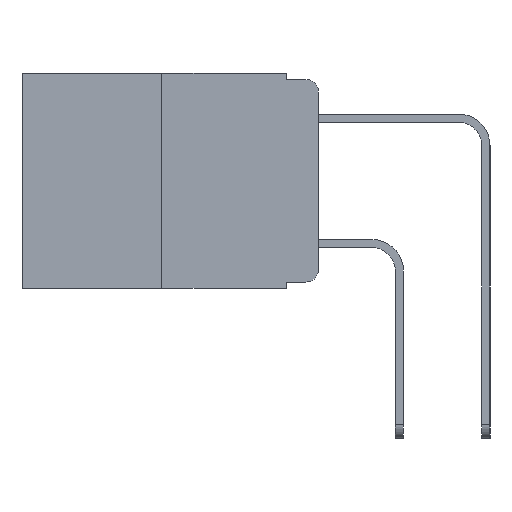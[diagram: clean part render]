
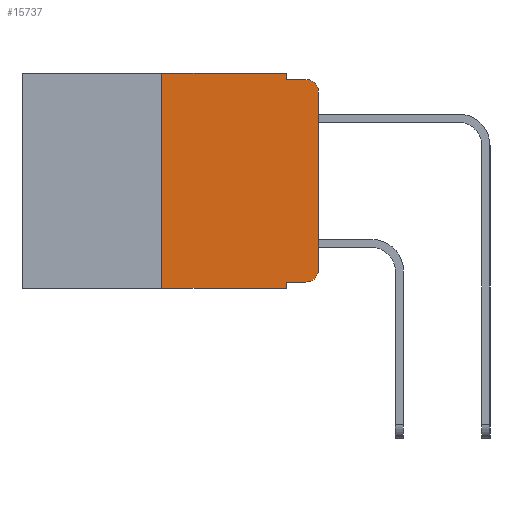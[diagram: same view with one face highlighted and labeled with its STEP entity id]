
A CAD part, left-side view. The second image highlights one B-rep face of the part: STEP entity #15737.
In plain terms, the highlighted planar face has unit normal (-1, 0, 0).
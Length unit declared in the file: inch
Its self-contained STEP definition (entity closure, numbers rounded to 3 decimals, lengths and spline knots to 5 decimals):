
#183 = VERTEX_POINT ( 'NONE', #13685 ) ;
#422 = VERTEX_POINT ( 'NONE', #9378 ) ;
#552 = PLANE ( 'NONE',  #4836 ) ;
#704 = CARTESIAN_POINT ( 'NONE',  ( 0., 0.051, -0.333 ) ) ;
#865 = DIRECTION ( 'NONE',  ( 0., -1., 0. ) ) ;
#1159 = VECTOR ( 'NONE', #6712, 39.37008 ) ;
#1225 = ORIENTED_EDGE ( 'NONE', *, *, #18359, .T. ) ;
#1306 = CARTESIAN_POINT ( 'NONE',  ( 0., 0.02, -0.313 ) ) ;
#1353 = EDGE_CURVE ( 'NONE', #2376, #3115, #1964, .T. ) ;
#1476 = VECTOR ( 'NONE', #6925, 39.37008 ) ;
#1964 = LINE ( 'NONE', #9082, #1476 ) ;
#1994 = CARTESIAN_POINT ( 'NONE',  ( 0., 0.051, -0.343 ) ) ;
#2376 = VERTEX_POINT ( 'NONE', #3384 ) ;
#2820 = LINE ( 'NONE', #18110, #18136 ) ;
#2864 = EDGE_CURVE ( 'NONE', #5512, #3513, #3605, .T. ) ;
#2887 = DIRECTION ( 'NONE',  ( 0., 0., -1. ) ) ;
#3115 = VERTEX_POINT ( 'NONE', #1994 ) ;
#3149 = ORIENTED_EDGE ( 'NONE', *, *, #13191, .F. ) ;
#3384 = CARTESIAN_POINT ( 'NONE',  ( 0., 0.25, -0.343 ) ) ;
#3513 = VERTEX_POINT ( 'NONE', #11801 ) ;
#3605 = CIRCLE ( 'NONE', #3838, 0.02 ) ;
#3737 = EDGE_CURVE ( 'NONE', #7047, #5230, #16639, .T. ) ;
#3838 = AXIS2_PLACEMENT_3D ( 'NONE', #16061, #16057, #16040 ) ;
#3954 = CARTESIAN_POINT ( 'NONE',  ( 0., 0.02, -0.333 ) ) ;
#4729 = CARTESIAN_POINT ( 'NONE',  ( 0., 0., -0.03 ) ) ;
#4836 = AXIS2_PLACEMENT_3D ( 'NONE', #15649, #6823, #17090 ) ;
#5230 = VERTEX_POINT ( 'NONE', #3954 ) ;
#5408 = EDGE_CURVE ( 'NONE', #422, #10757, #10762, .T. ) ;
#5481 = LINE ( 'NONE', #14410, #9004 ) ;
#5512 = VERTEX_POINT ( 'NONE', #4729 ) ;
#5638 = VERTEX_POINT ( 'NONE', #15401 ) ;
#6002 = CARTESIAN_POINT ( 'NONE',  ( 0., 0.051, 0. ) ) ;
#6074 = EDGE_CURVE ( 'NONE', #7047, #3115, #14381, .T. ) ;
#6110 = DIRECTION ( 'NONE',  ( 0., 0., -1. ) ) ;
#6553 = VECTOR ( 'NONE', #6110, 39.37008 ) ;
#6555 = ORIENTED_EDGE ( 'NONE', *, *, #6074, .F. ) ;
#6596 = CARTESIAN_POINT ( 'NONE',  ( 0., 0., 0. ) ) ;
#6712 = DIRECTION ( 'NONE',  ( 0., -1., 0. ) ) ;
#6823 = DIRECTION ( 'NONE',  ( 1., 0., 0. ) ) ;
#6925 = DIRECTION ( 'NONE',  ( 0., -1., 0. ) ) ;
#7047 = VERTEX_POINT ( 'NONE', #704 ) ;
#7484 = ORIENTED_EDGE ( 'NONE', *, *, #3737, .T. ) ;
#8441 = ORIENTED_EDGE ( 'NONE', *, *, #2864, .T. ) ;
#8673 = ORIENTED_EDGE ( 'NONE', *, *, #1353, .T. ) ;
#9004 = VECTOR ( 'NONE', #15885, 39.37008 ) ;
#9082 = CARTESIAN_POINT ( 'NONE',  ( 0., 0.473, -0.343 ) ) ;
#9128 = CIRCLE ( 'NONE', #13624, 0.02 ) ;
#9378 = CARTESIAN_POINT ( 'NONE',  ( 0., 0.051, 0. ) ) ;
#9442 = DIRECTION ( 'NONE',  ( 0., -1., 0. ) ) ;
#9653 = LINE ( 'NONE', #6596, #17356 ) ;
#10757 = VERTEX_POINT ( 'NONE', #16769 ) ;
#10762 = LINE ( 'NONE', #6002, #18023 ) ;
#11184 = ORIENTED_EDGE ( 'NONE', *, *, #14567, .F. ) ;
#11466 = EDGE_CURVE ( 'NONE', #5638, #5512, #9653, .T. ) ;
#11801 = CARTESIAN_POINT ( 'NONE',  ( 0., 0.02, -0.01 ) ) ;
#11943 = DIRECTION ( 'NONE',  ( -1., 0., 0. ) ) ;
#12856 = EDGE_CURVE ( 'NONE', #10757, #3513, #17249, .T. ) ;
#12893 = FACE_OUTER_BOUND ( 'NONE', #14030, .T. ) ;
#13191 = EDGE_CURVE ( 'NONE', #183, #422, #2820, .T. ) ;
#13624 = AXIS2_PLACEMENT_3D ( 'NONE', #1306, #11943, #2887 ) ;
#13685 = CARTESIAN_POINT ( 'NONE',  ( 0., 0.25, 0. ) ) ;
#14030 = EDGE_LOOP ( 'NONE', ( #19076, #8441, #16209, #16662, #3149, #11184, #8673, #6555, #7484, #1225 ) ) ;
#14381 = LINE ( 'NONE', #14944, #6553 ) ;
#14410 = CARTESIAN_POINT ( 'NONE',  ( 0., 0.25, 0. ) ) ;
#14567 = EDGE_CURVE ( 'NONE', #2376, #183, #5481, .T. ) ;
#14846 = DIRECTION ( 'NONE',  ( 0., 0., -1. ) ) ;
#14944 = CARTESIAN_POINT ( 'NONE',  ( 0., 0.051, 0. ) ) ;
#15320 = CARTESIAN_POINT ( 'NONE',  ( 0., 0.051, -0.333 ) ) ;
#15401 = CARTESIAN_POINT ( 'NONE',  ( 0., 0., -0.313 ) ) ;
#15414 = DIRECTION ( 'NONE',  ( 0., 0., 1. ) ) ;
#15649 = CARTESIAN_POINT ( 'NONE',  ( 0., 0.473, 0. ) ) ;
#15737 = ADVANCED_FACE ( 'NONE', ( #12893 ), #552, .F. ) ;
#15885 = DIRECTION ( 'NONE',  ( 0., 0., 1. ) ) ;
#16040 = DIRECTION ( 'NONE',  ( 0., 0., -1. ) ) ;
#16057 = DIRECTION ( 'NONE',  ( -1., 0., 0. ) ) ;
#16061 = CARTESIAN_POINT ( 'NONE',  ( 0., 0.02, -0.03 ) ) ;
#16209 = ORIENTED_EDGE ( 'NONE', *, *, #12856, .F. ) ;
#16365 = VECTOR ( 'NONE', #865, 39.37008 ) ;
#16639 = LINE ( 'NONE', #15320, #1159 ) ;
#16662 = ORIENTED_EDGE ( 'NONE', *, *, #5408, .F. ) ;
#16769 = CARTESIAN_POINT ( 'NONE',  ( 0., 0.051, -0.01 ) ) ;
#17090 = DIRECTION ( 'NONE',  ( 0., 0., -1. ) ) ;
#17249 = LINE ( 'NONE', #18734, #16365 ) ;
#17356 = VECTOR ( 'NONE', #15414, 39.37008 ) ;
#18023 = VECTOR ( 'NONE', #14846, 39.37008 ) ;
#18110 = CARTESIAN_POINT ( 'NONE',  ( 0., 0.473, 0. ) ) ;
#18136 = VECTOR ( 'NONE', #9442, 39.37008 ) ;
#18359 = EDGE_CURVE ( 'NONE', #5230, #5638, #9128, .T. ) ;
#18734 = CARTESIAN_POINT ( 'NONE',  ( 0., 0.051, -0.01 ) ) ;
#19076 = ORIENTED_EDGE ( 'NONE', *, *, #11466, .T. ) ;
